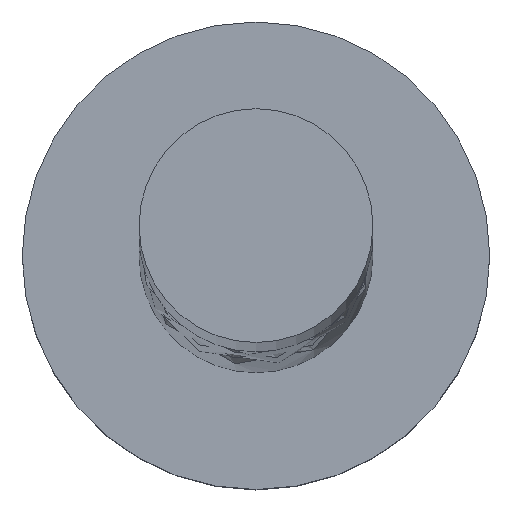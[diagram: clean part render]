
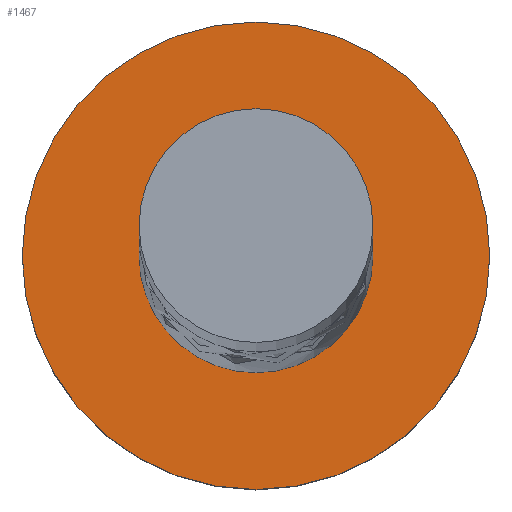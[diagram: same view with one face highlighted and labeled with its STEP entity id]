
A CAD part, top view. The second image highlights one B-rep face of the part: STEP entity #1467.
In plain terms, the highlighted planar face has unit normal (0, 0, 1).
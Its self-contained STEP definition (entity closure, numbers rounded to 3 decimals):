
#36 = AXIS2_PLACEMENT_3D ( 'NONE', #159, #412, #1478 ) ;
#76 = DIRECTION ( 'NONE',  ( 1., 0., 0. ) ) ;
#104 = AXIS2_PLACEMENT_3D ( 'NONE', #234, #360, #732 ) ;
#114 = DIRECTION ( 'NONE',  ( 0., 0., 1. ) ) ;
#119 = ORIENTED_EDGE ( 'NONE', *, *, #1034, .F. ) ;
#120 = CIRCLE ( 'NONE', #536, 2. ) ;
#158 = EDGE_LOOP ( 'NONE', ( #804, #1100 ) ) ;
#159 = CARTESIAN_POINT ( 'NONE',  ( 0., 0., 2. ) ) ;
#234 = CARTESIAN_POINT ( 'NONE',  ( 0., 0., 2. ) ) ;
#260 = FACE_OUTER_BOUND ( 'NONE', #158, .T. ) ;
#285 = CARTESIAN_POINT ( 'NONE',  ( 1., 0., 2. ) ) ;
#320 = VERTEX_POINT ( 'NONE', #1354 ) ;
#360 = DIRECTION ( 'NONE',  ( 0., 0., 1. ) ) ;
#394 = CIRCLE ( 'NONE', #1285, 1. ) ;
#412 = DIRECTION ( 'NONE',  ( 0., 0., 1. ) ) ;
#424 = ORIENTED_EDGE ( 'NONE', *, *, #1352, .F. ) ;
#502 = DIRECTION ( 'NONE',  ( 1., 0., 0. ) ) ;
#530 = EDGE_CURVE ( 'NONE', #615, #320, #120, .T. ) ;
#536 = AXIS2_PLACEMENT_3D ( 'NONE', #1494, #1151, #76 ) ;
#578 = VERTEX_POINT ( 'NONE', #1026 ) ;
#588 = CARTESIAN_POINT ( 'NONE',  ( -2., 0., 2. ) ) ;
#615 = VERTEX_POINT ( 'NONE', #588 ) ;
#626 = CARTESIAN_POINT ( 'NONE',  ( 0., 0., 2. ) ) ;
#647 = DIRECTION ( 'NONE',  ( 0., 0., 1. ) ) ;
#710 = CIRCLE ( 'NONE', #36, 2. ) ;
#732 = DIRECTION ( 'NONE',  ( 1., 0., 0. ) ) ;
#804 = ORIENTED_EDGE ( 'NONE', *, *, #530, .T. ) ;
#833 = EDGE_CURVE ( 'NONE', #320, #615, #710, .T. ) ;
#1011 = VERTEX_POINT ( 'NONE', #285 ) ;
#1026 = CARTESIAN_POINT ( 'NONE',  ( -1., 0., 2. ) ) ;
#1034 = EDGE_CURVE ( 'NONE', #1011, #578, #1303, .T. ) ;
#1100 = ORIENTED_EDGE ( 'NONE', *, *, #833, .T. ) ;
#1120 = AXIS2_PLACEMENT_3D ( 'NONE', #1505, #647, #1485 ) ;
#1151 = DIRECTION ( 'NONE',  ( 0., 0., 1. ) ) ;
#1285 = AXIS2_PLACEMENT_3D ( 'NONE', #626, #114, #502 ) ;
#1303 = CIRCLE ( 'NONE', #1120, 1. ) ;
#1315 = FACE_BOUND ( 'NONE', #1469, .T. ) ;
#1328 = PLANE ( 'NONE',  #104 ) ;
#1352 = EDGE_CURVE ( 'NONE', #578, #1011, #394, .T. ) ;
#1354 = CARTESIAN_POINT ( 'NONE',  ( 2., 0., 2. ) ) ;
#1467 = ADVANCED_FACE ( 'NONE', ( #1315, #260 ), #1328, .T. ) ;
#1469 = EDGE_LOOP ( 'NONE', ( #424, #119 ) ) ;
#1478 = DIRECTION ( 'NONE',  ( 1., 0., 0. ) ) ;
#1485 = DIRECTION ( 'NONE',  ( 1., 0., 0. ) ) ;
#1494 = CARTESIAN_POINT ( 'NONE',  ( 0., 0., 2. ) ) ;
#1505 = CARTESIAN_POINT ( 'NONE',  ( 0., 0., 2. ) ) ;
